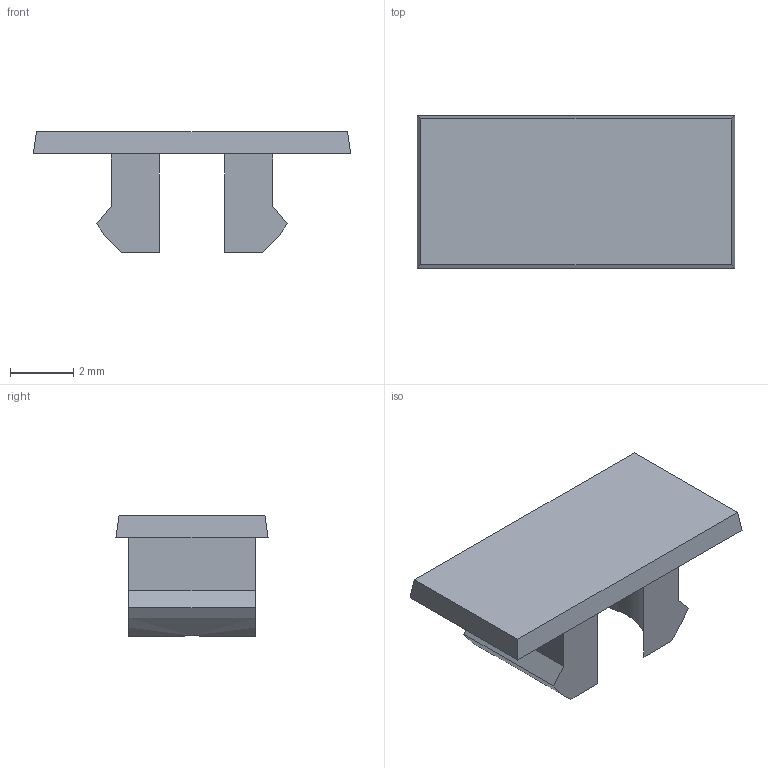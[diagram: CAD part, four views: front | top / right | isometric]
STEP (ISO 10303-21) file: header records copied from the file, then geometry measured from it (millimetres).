
FILE_DESCRIPTION((''),'2;1');
FILE_NAME('CNU_10_NU10__ASM','2022-09-23T11:24:16',('klemen.sitar'),('Audax d.o.o.'),'CREO PARAMETRIC BY PTC INC, 2021304','CREO PARAMETRIC BY PTC INC, 2021304','');
FILE_SCHEMA(('AP242_MANAGED_MODEL_BASED_3D_ENGINEERING_MIM_LF { 1 0 10303 442 1 1 4 }'));
Length unit declared in the file: millimetre
Products named in the file (2): CNU10-6720; CNU_10_NU10__ASM
Assembly tree (1 placements, depth 2):
  CNU_10_NU10__ASM
    CNU10-6720
Bounding box: 10 x 4.8 x 3.8 mm (x, y, z)
Volume: 50.4 mm3; surface area: 189.8 mm2
Topology: 1 solids, 1 shells, 22 faces, 57 edges, 39 vertices
Faces by surface type: plane 18, cylinder 4
Entity records: 1343 total; most frequent: CARTESIAN_POINT 278, DIRECTION 116, ORIENTED_EDGE 114, PRESENTATION_STYLE_ASSIGNMENT 82, STYLED_ITEM 82, CURVE_STYLE 59, EDGE_CURVE 57, VECTOR 42
